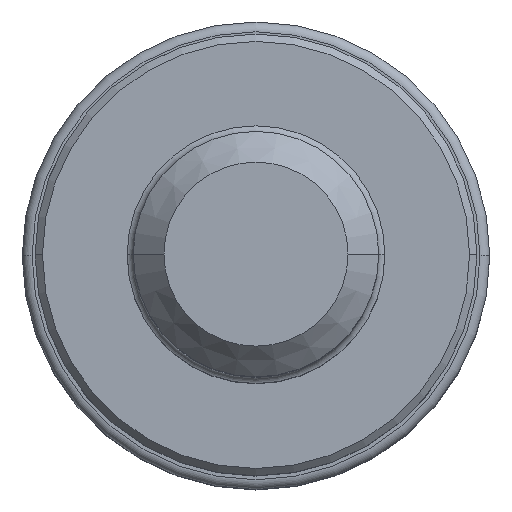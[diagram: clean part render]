
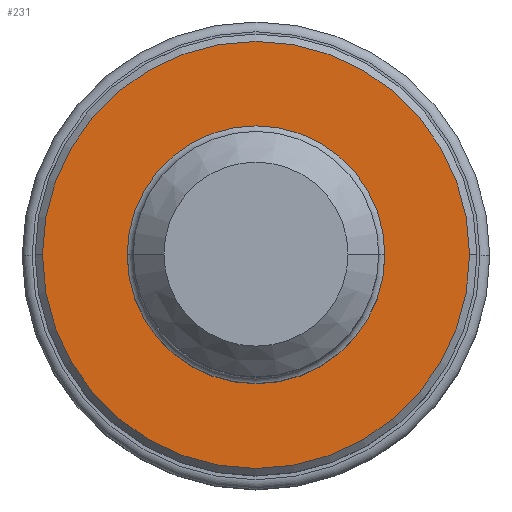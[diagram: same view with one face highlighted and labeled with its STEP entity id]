
A CAD part, top view. The second image highlights one B-rep face of the part: STEP entity #231.
In plain terms, the highlighted planar face has unit normal (0, 0, 1).
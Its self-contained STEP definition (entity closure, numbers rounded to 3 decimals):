
#109=PLANE('',#2511);
#119=FACE_BOUND('',#608,.T.);
#120=FACE_BOUND('',#609,.T.);
#231=ADVANCED_FACE('',(#119,#120),#109,.F.);
#608=EDGE_LOOP('',(#1109,#1110));
#609=EDGE_LOOP('',(#1111,#1112));
#1109=ORIENTED_EDGE('',*,*,#1583,.F.);
#1110=ORIENTED_EDGE('',*,*,#1580,.F.);
#1111=ORIENTED_EDGE('',*,*,#1584,.F.);
#1112=ORIENTED_EDGE('',*,*,#1585,.F.);
#1320=VERTEX_POINT('',#4840);
#1321=VERTEX_POINT('',#4841);
#1322=VERTEX_POINT('',#4848);
#1323=VERTEX_POINT('',#4849);
#1580=EDGE_CURVE('',#1320,#1321,#1931,.T.);
#1583=EDGE_CURVE('',#1321,#1320,#1932,.T.);
#1584=EDGE_CURVE('',#1322,#1323,#1933,.T.);
#1585=EDGE_CURVE('',#1323,#1322,#1934,.T.);
#1931=CIRCLE('',#2505,8.7);
#1932=CIRCLE('',#2507,8.7);
#1933=CIRCLE('',#2509,5.25);
#1934=CIRCLE('',#2510,5.25);
#2505=AXIS2_PLACEMENT_3D('',#4839,#3075,#3076);
#2507=AXIS2_PLACEMENT_3D('',#4845,#3081,#3082);
#2509=AXIS2_PLACEMENT_3D('',#4847,#3085,#3086);
#2510=AXIS2_PLACEMENT_3D('',#4850,#3087,#3088);
#2511=AXIS2_PLACEMENT_3D('',#4851,#3089,#3090);
#3075=DIRECTION('',(0.,0.,-1.));
#3076=DIRECTION('',(1.,0.,0.));
#3081=DIRECTION('',(0.,0.,-1.));
#3082=DIRECTION('',(-1.,0.,0.));
#3085=DIRECTION('',(0.,0.,1.));
#3086=DIRECTION('',(-1.,0.,0.));
#3087=DIRECTION('',(0.,0.,1.));
#3088=DIRECTION('',(1.,0.,0.));
#3089=DIRECTION('',(0.,0.,-1.));
#3090=DIRECTION('',(1.,0.,0.));
#4839=CARTESIAN_POINT('',(0.,0.,0.));
#4840=CARTESIAN_POINT('',(8.7,0.,0.));
#4841=CARTESIAN_POINT('',(-8.7,0.,0.));
#4845=CARTESIAN_POINT('',(0.,0.,0.));
#4847=CARTESIAN_POINT('',(0.,0.,0.));
#4848=CARTESIAN_POINT('',(-5.25,0.,0.));
#4849=CARTESIAN_POINT('',(5.25,0.,0.));
#4850=CARTESIAN_POINT('',(0.,0.,0.));
#4851=CARTESIAN_POINT('',(0.,0.,0.));
